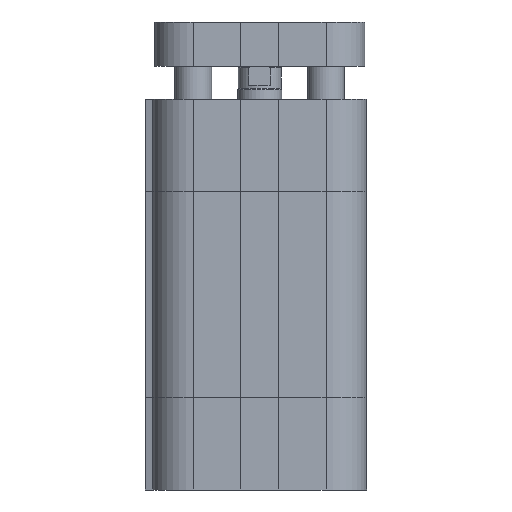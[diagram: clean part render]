
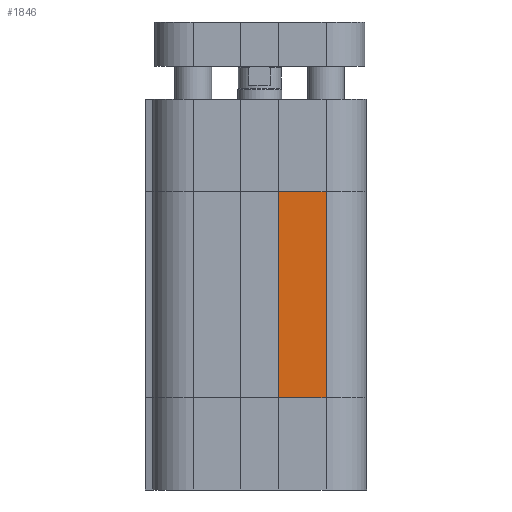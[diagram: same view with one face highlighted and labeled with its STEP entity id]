
A CAD part, left-side view. The second image highlights one B-rep face of the part: STEP entity #1846.
In plain terms, the highlighted planar face has unit normal (-1, 0, 0).
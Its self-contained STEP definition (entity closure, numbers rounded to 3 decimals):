
#1759=CARTESIAN_POINT('',(-14.5,-2.6,12.5));
#1760=VERTEX_POINT('',#1759);
#1767=CARTESIAN_POINT('',(-14.5,-2.6,40.5));
#1768=VERTEX_POINT('',#1767);
#1769=CARTESIAN_POINT('',(-14.5,-2.6,12.5));
#1770=DIRECTION('',(0.0,0.0,1.0));
#1771=VECTOR('',#1770,28.);
#1772=LINE('',#1769,#1771);
#1773=EDGE_CURVE('',#1760,#1768,#1772,.T.);
#1816=CARTESIAN_POINT('',(-14.5,-9.,0.0));
#1817=DIRECTION('',(-1.0,0.0,0.0));
#1818=DIRECTION('',(0.0,0.0,1.0));
#1819=AXIS2_PLACEMENT_3D('',#1816,#1817,#1818);
#1820=PLANE('',#1819);
#1821=CARTESIAN_POINT('',(-14.5,-9.,12.5));
#1822=VERTEX_POINT('',#1821);
#1823=CARTESIAN_POINT('',(-14.5,-2.6,12.5));
#1824=DIRECTION('',(0.0,-1.0,0.0));
#1825=VECTOR('',#1824,6.4);
#1826=LINE('',#1823,#1825);
#1827=EDGE_CURVE('',#1760,#1822,#1826,.T.);
#1828=ORIENTED_EDGE('',*,*,#1827,.T.);
#1829=CARTESIAN_POINT('',(-14.5,-9.,40.5));
#1830=VERTEX_POINT('',#1829);
#1831=CARTESIAN_POINT('',(-14.5,-9.,12.5));
#1832=DIRECTION('',(0.0,0.0,1.0));
#1833=VECTOR('',#1832,28.);
#1834=LINE('',#1831,#1833);
#1835=EDGE_CURVE('',#1822,#1830,#1834,.T.);
#1836=ORIENTED_EDGE('',*,*,#1835,.T.);
#1837=CARTESIAN_POINT('',(-14.5,-2.6,40.5));
#1838=DIRECTION('',(0.0,-1.0,0.0));
#1839=VECTOR('',#1838,6.4);
#1840=LINE('',#1837,#1839);
#1841=EDGE_CURVE('',#1768,#1830,#1840,.T.);
#1842=ORIENTED_EDGE('',*,*,#1841,.F.);
#1843=ORIENTED_EDGE('',*,*,#1773,.F.);
#1844=EDGE_LOOP('',(#1828,#1836,#1842,#1843));
#1845=FACE_OUTER_BOUND('',#1844,.T.);
#1846=ADVANCED_FACE('',(#1845),#1820,.T.);
